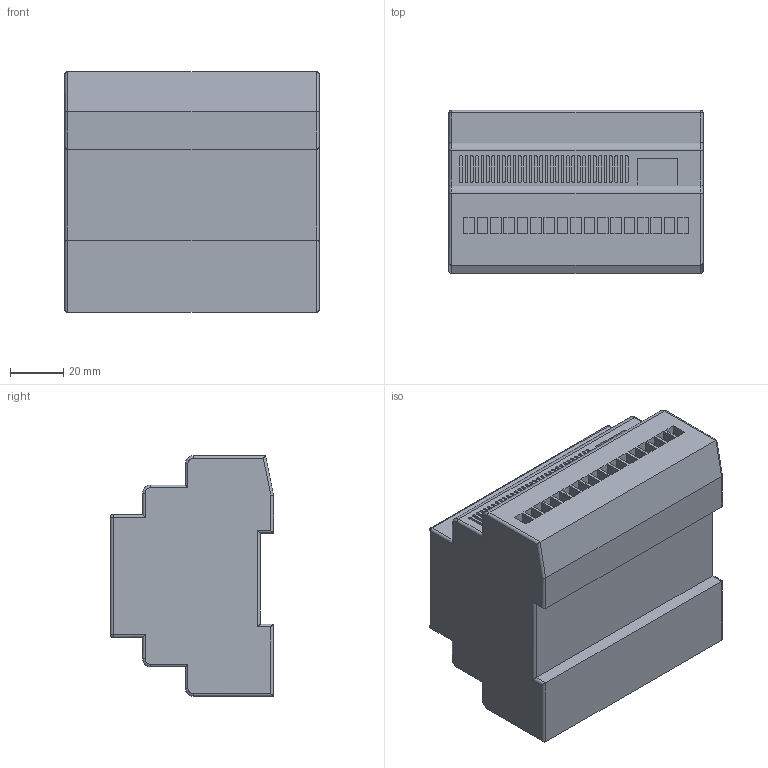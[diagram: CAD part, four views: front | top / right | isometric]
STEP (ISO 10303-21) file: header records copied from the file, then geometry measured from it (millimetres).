
FILE_DESCRIPTION (( 'STEP AP214' ), '1' );
FILE_NAME ('PLR-M-CPU-12R00ADC ﾌ韭 ﾏﾋﾊ PLR-M. CPU DI08 DO04(R) 24ﾂ DC ONI.STEP', '2018-11-16T12:07:20', ( '' ), ( '' ), 'SwSTEP 2.0', 'SolidWorks 2014', '' );
FILE_SCHEMA (( 'AUTOMOTIVE_DESIGN' ));
Length unit declared in the file: millimetre
Products named in the file (1): PLR-M-CPU-12R00ADC ﾌ韭 ﾏﾋﾊ PLR-M. CPU DI08 DO04(R) 24ﾂ DC ONI
Bounding box: 95 x 61 x 90 mm (x, y, z)
Volume: 407269.5 mm3; surface area: 50378.8 mm2
Topology: 1 solids, 1 shells, 890 faces, 2247 edges, 1478 vertices
Faces by surface type: plane 524, cylinder 354, torus 8, sphere 4
Entity records: 26737 total; most frequent: CARTESIAN_POINT 4678, DIRECTION 4675, ORIENTED_EDGE 4486, EDGE_CURVE 2243, AXIS2_PLACEMENT_3D 1563, VECTOR 1549, LINE 1549, VERTEX_POINT 1478
